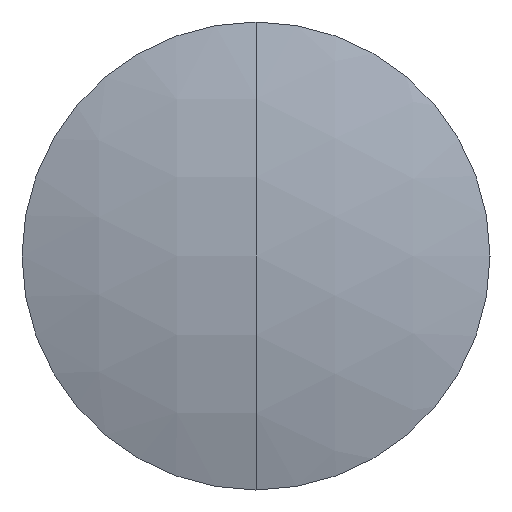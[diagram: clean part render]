
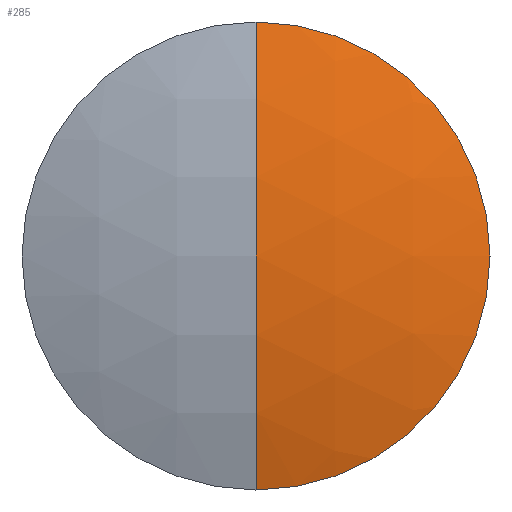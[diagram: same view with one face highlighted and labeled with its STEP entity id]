
A CAD part, left-side view. The second image highlights one B-rep face of the part: STEP entity #285.
In plain terms, the highlighted spherical face has radius 40.782 mm.
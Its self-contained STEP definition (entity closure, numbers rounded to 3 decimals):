
#5 = DIRECTION ( 'NONE',  ( 0., 0., -1. ) ) ;
#11 = AXIS2_PLACEMENT_3D ( 'NONE', #87, #14, #38 ) ;
#14 = DIRECTION ( 'NONE',  ( 0., 1., 0. ) ) ;
#18 = ORIENTED_EDGE ( 'NONE', *, *, #72, .T. ) ;
#38 = DIRECTION ( 'NONE',  ( 0., 0., 1. ) ) ;
#48 = DIRECTION ( 'NONE',  ( -1., 0., 0. ) ) ;
#58 = AXIS2_PLACEMENT_3D ( 'NONE', #229, #48, #206 ) ;
#70 = EDGE_CURVE ( 'NONE', #224, #138, #346, .T. ) ;
#72 = EDGE_CURVE ( 'NONE', #344, #224, #256, .T. ) ;
#79 = FACE_OUTER_BOUND ( 'NONE', #311, .T. ) ;
#87 = CARTESIAN_POINT ( 'NONE',  ( 78.438, 0., 0. ) ) ;
#102 = DIRECTION ( 'NONE',  ( 0., 0., -1. ) ) ;
#111 = ORIENTED_EDGE ( 'NONE', *, *, #220, .F. ) ;
#133 = CIRCLE ( 'NONE', #11, 40.782 ) ;
#134 = CARTESIAN_POINT ( 'NONE',  ( 78.438, 0., 0. ) ) ;
#138 = VERTEX_POINT ( 'NONE', #233 ) ;
#168 = ORIENTED_EDGE ( 'NONE', *, *, #70, .T. ) ;
#189 = CARTESIAN_POINT ( 'NONE',  ( 78.438, 0., 0. ) ) ;
#206 = DIRECTION ( 'NONE',  ( 0., 0., 1. ) ) ;
#220 = EDGE_CURVE ( 'NONE', #344, #138, #133, .T. ) ;
#224 = VERTEX_POINT ( 'NONE', #272 ) ;
#229 = CARTESIAN_POINT ( 'NONE',  ( 39.619, 0., 0. ) ) ;
#232 = SPHERICAL_SURFACE ( 'NONE', #271, 40.782 ) ;
#233 = CARTESIAN_POINT ( 'NONE',  ( 37.656, 0., 0. ) ) ;
#256 = CIRCLE ( 'NONE', #58, 12.5 ) ;
#271 = AXIS2_PLACEMENT_3D ( 'NONE', #189, #287, #5 ) ;
#272 = CARTESIAN_POINT ( 'NONE',  ( 39.619, 0., 12.5 ) ) ;
#281 = DIRECTION ( 'NONE',  ( 0., -1., 0. ) ) ;
#285 = ADVANCED_FACE ( 'NONE', ( #79 ), #232, .T. ) ;
#287 = DIRECTION ( 'NONE',  ( 0., -1., 0. ) ) ;
#301 = AXIS2_PLACEMENT_3D ( 'NONE', #134, #281, #102 ) ;
#311 = EDGE_LOOP ( 'NONE', ( #18, #168, #111 ) ) ;
#326 = CARTESIAN_POINT ( 'NONE',  ( 39.619, 0., -12.5 ) ) ;
#344 = VERTEX_POINT ( 'NONE', #326 ) ;
#346 = CIRCLE ( 'NONE', #301, 40.782 ) ;
